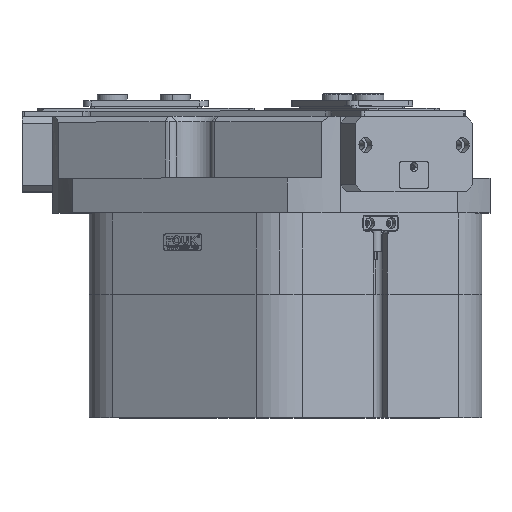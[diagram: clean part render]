
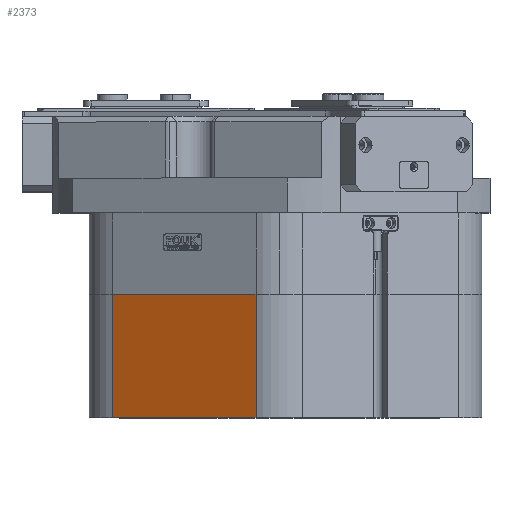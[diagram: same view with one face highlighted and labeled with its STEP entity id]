
A CAD part, top view. The second image highlights one B-rep face of the part: STEP entity #2373.
In plain terms, the highlighted face is planar.
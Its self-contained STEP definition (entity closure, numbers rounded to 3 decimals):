
#39 = VERTEX_POINT ( 'NONE', #12836 ) ;
#1470 = DIRECTION ( 'NONE',  ( -0.866, 0., -0.5 ) ) ;
#2373 = ADVANCED_FACE ( 'NONE', ( #12973 ), #8381, .T. ) ;
#5961 = EDGE_CURVE ( 'NONE', #20561, #48847, #50258, .T. ) ;
#8232 = LINE ( 'NONE', #52048, #27421 ) ;
#8381 = PLANE ( 'NONE',  #29013 ) ;
#10293 = CARTESIAN_POINT ( 'NONE',  ( 125., 0., -95.263 ) ) ;
#12196 = VERTEX_POINT ( 'NONE', #26119 ) ;
#12836 = CARTESIAN_POINT ( 'NONE',  ( 20., 0., -155.885 ) ) ;
#12973 = FACE_OUTER_BOUND ( 'NONE', #58537, .T. ) ;
#18855 = ORIENTED_EDGE ( 'NONE', *, *, #24001, .T. ) ;
#20561 = VERTEX_POINT ( 'NONE', #30492 ) ;
#21626 = ORIENTED_EDGE ( 'NONE', *, *, #46527, .T. ) ;
#23432 = DIRECTION ( 'NONE',  ( 0., -1., 0. ) ) ;
#24001 = EDGE_CURVE ( 'NONE', #20561, #12196, #36255, .T. ) ;
#25014 = DIRECTION ( 'NONE',  ( 0., 1., 0. ) ) ;
#26119 = CARTESIAN_POINT ( 'NONE',  ( 125., 0., -95.263 ) ) ;
#27421 = VECTOR ( 'NONE', #25014, 1000. ) ;
#27479 = VECTOR ( 'NONE', #1470, 1000. ) ;
#28883 = LINE ( 'NONE', #55532, #27479 ) ;
#29013 = AXIS2_PLACEMENT_3D ( 'NONE', #39751, #44338, #53885 ) ;
#29570 = ORIENTED_EDGE ( 'NONE', *, *, #36588, .T. ) ;
#30137 = CARTESIAN_POINT ( 'NONE',  ( 20., 90., -155.885 ) ) ;
#30492 = CARTESIAN_POINT ( 'NONE',  ( 125., 90., -95.263 ) ) ;
#31986 = VECTOR ( 'NONE', #23432, 1000. ) ;
#34560 = CARTESIAN_POINT ( 'NONE',  ( 125., 90., -95.263 ) ) ;
#36255 = LINE ( 'NONE', #10293, #31986 ) ;
#36588 = EDGE_CURVE ( 'NONE', #39, #48847, #8232, .T. ) ;
#38733 = DIRECTION ( 'NONE',  ( -0.866, 0., -0.5 ) ) ;
#39751 = CARTESIAN_POINT ( 'NONE',  ( 290., 0., 0. ) ) ;
#44338 = DIRECTION ( 'NONE',  ( 0.5, 0., -0.866 ) ) ;
#46527 = EDGE_CURVE ( 'NONE', #12196, #39, #28883, .T. ) ;
#47389 = VECTOR ( 'NONE', #38733, 1000. ) ;
#48739 = ORIENTED_EDGE ( 'NONE', *, *, #5961, .F. ) ;
#48847 = VERTEX_POINT ( 'NONE', #30137 ) ;
#50258 = LINE ( 'NONE', #34560, #47389 ) ;
#52048 = CARTESIAN_POINT ( 'NONE',  ( 20., 0., -155.885 ) ) ;
#53885 = DIRECTION ( 'NONE',  ( -0.866, 0., -0.5 ) ) ;
#55532 = CARTESIAN_POINT ( 'NONE',  ( 72.5, 0., -125.574 ) ) ;
#58537 = EDGE_LOOP ( 'NONE', ( #29570, #48739, #18855, #21626 ) ) ;
